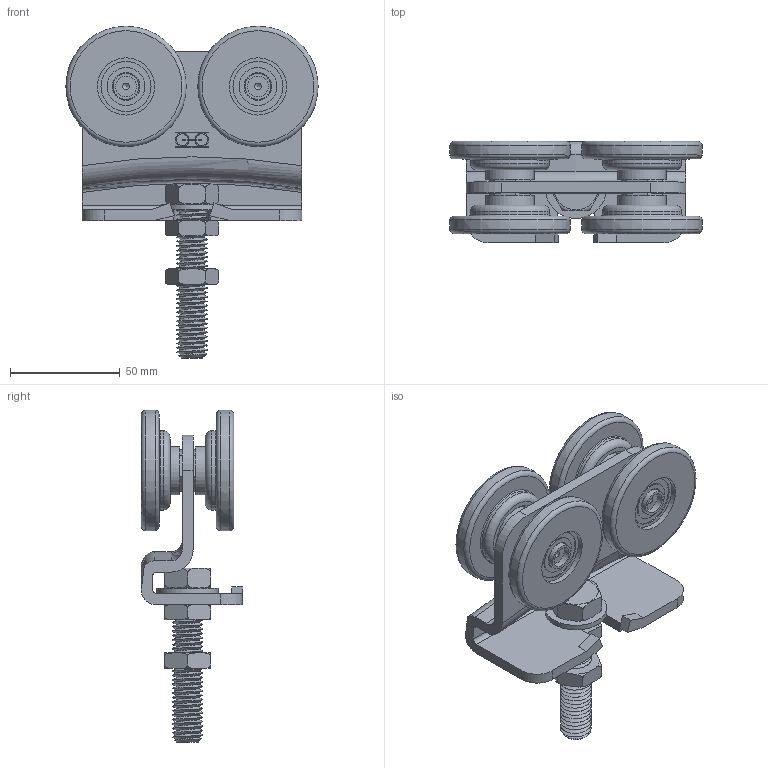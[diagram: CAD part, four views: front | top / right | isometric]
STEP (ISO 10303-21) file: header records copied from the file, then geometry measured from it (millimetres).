
FILE_DESCRIPTION(/* description */ (''),/* implementation_level */ '2;1');
FILE_NAME(/* name */ '2262.stp',/* time_stamp */ '2017-11-21T13:39:13+01:00',/* author */ ('Giuliano'),/* organization */ (''),/* preprocessor_version */ 'ST-DEVELOPER v16.5',/* originating_system */ 'Autodesk Inventor 2017',/* authorisation */ '');
FILE_SCHEMA (('AUTOMOTIVE_DESIGN { 1 0 10303 214 3 1 1 }'));
Length unit declared in the file: millimetre
Products named in the file (10): 2262; 15337; 15338; vis TH M14x70; 15742; 18317; 06014; GALB55N; 15340; 09098
Assembly tree (17 placements, depth 3):
  2262
    15337  x2
    15338  x4
    vis TH M14x70
    15742
    18317
    06014  x2
    GALB55N  x4
      15340
      09098
Bounding box: 115 x 46 x 151 mm (x, y, z)
Volume: 164137 mm3; surface area: 88533.9 mm2
Topology: 19 solids, 55 shells, 448 faces, 1037 edges, 675 vertices
Faces by surface type: plane 179, torus 126, cylinder 98, sphere 32, bspline 8, cone 5
Full cylindrical faces by diameter (mm): 3 x4, 9.5 x4, 11.8 x4, 11.835 x2, 12 x4, 12.2 x4, 14.2 x1, 17.216 x16, 22 x4, 22.784 x16, 26 x8, 28 x9, 36 x4
Entity records: 11662 total; most frequent: CARTESIAN_POINT 6561, DIRECTION 1032, ORIENTED_EDGE 928, EDGE_CURVE 444, AXIS2_PLACEMENT_3D 403, VERTEX_POINT 308, EDGE_LOOP 292, LINE 226
